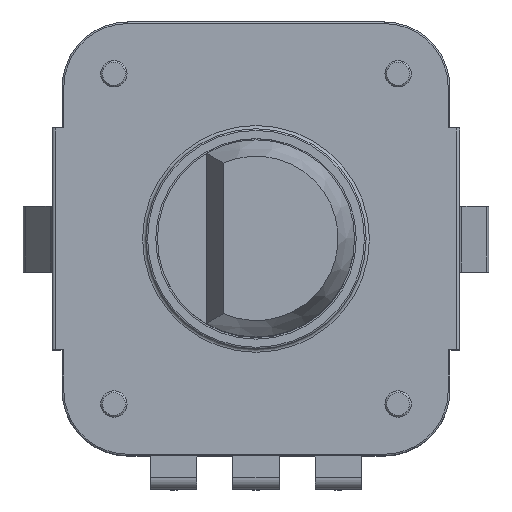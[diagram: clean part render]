
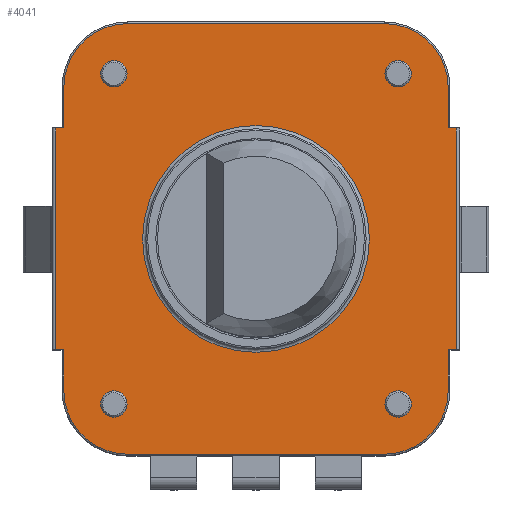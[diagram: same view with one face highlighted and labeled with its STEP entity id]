
A CAD part, top view. The second image highlights one B-rep face of the part: STEP entity #4041.
In plain terms, the highlighted planar face has unit normal (0, 0, 1).
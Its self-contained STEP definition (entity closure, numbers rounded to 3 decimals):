
#46=FACE_BOUND('',#605,.T.);
#47=FACE_BOUND('',#606,.T.);
#48=FACE_BOUND('',#607,.T.);
#49=FACE_BOUND('',#608,.T.);
#50=FACE_BOUND('',#609,.T.);
#104=CIRCLE('',#4314,1.95);
#108=CIRCLE('',#4320,1.95);
#116=CIRCLE('',#4336,1.95);
#120=CIRCLE('',#4342,1.95);
#132=CIRCLE('',#4364,3.45);
#133=CIRCLE('',#4366,0.4);
#134=CIRCLE('',#4367,0.4);
#135=CIRCLE('',#4368,0.4);
#136=CIRCLE('',#4369,0.4);
#371=FACE_OUTER_BOUND('',#604,.T.);
#604=EDGE_LOOP('',(#3088,#3089,#3090,#3091,#3092,#3093,#3094,#3095,#3096,
#3097,#3098,#3099,#3100,#3101,#3102,#3103));
#605=EDGE_LOOP('',(#3104));
#606=EDGE_LOOP('',(#3105));
#607=EDGE_LOOP('',(#3106));
#608=EDGE_LOOP('',(#3107));
#609=EDGE_LOOP('',(#3108));
#883=LINE('',#6158,#1325);
#885=LINE('',#6172,#1327);
#887=LINE('',#6184,#1329);
#898=LINE('',#6213,#1340);
#900=LINE('',#6227,#1342);
#902=LINE('',#6239,#1344);
#914=LINE('',#6284,#1356);
#915=LINE('',#6286,#1357);
#916=LINE('',#6287,#1358);
#917=LINE('',#6289,#1359);
#918=LINE('',#6291,#1360);
#919=LINE('',#6292,#1361);
#1325=VECTOR('',#4955,10.);
#1327=VECTOR('',#4971,10.);
#1329=VECTOR('',#4985,10.);
#1340=VECTOR('',#5014,10.);
#1342=VECTOR('',#5030,10.);
#1344=VECTOR('',#5044,10.);
#1356=VECTOR('',#5096,10.);
#1357=VECTOR('',#5097,10.);
#1358=VECTOR('',#5098,10.);
#1359=VECTOR('',#5099,10.);
#1360=VECTOR('',#5100,10.);
#1361=VECTOR('',#5101,10.);
#1750=VERTEX_POINT('',#6155);
#1751=VERTEX_POINT('',#6157);
#1754=VERTEX_POINT('',#6164);
#1756=VERTEX_POINT('',#6170);
#1758=VERTEX_POINT('',#6176);
#1760=VERTEX_POINT('',#6182);
#1768=VERTEX_POINT('',#6210);
#1769=VERTEX_POINT('',#6212);
#1772=VERTEX_POINT('',#6219);
#1774=VERTEX_POINT('',#6225);
#1776=VERTEX_POINT('',#6231);
#1778=VERTEX_POINT('',#6237);
#1790=VERTEX_POINT('',#6279);
#1791=VERTEX_POINT('',#6283);
#1792=VERTEX_POINT('',#6285);
#1793=VERTEX_POINT('',#6288);
#1794=VERTEX_POINT('',#6290);
#1795=VERTEX_POINT('',#6293);
#1796=VERTEX_POINT('',#6295);
#1797=VERTEX_POINT('',#6297);
#1798=VERTEX_POINT('',#6299);
#2206=EDGE_CURVE('',#1750,#1751,#883,.T.);
#2210=EDGE_CURVE('',#1754,#1750,#104,.T.);
#2213=EDGE_CURVE('',#1756,#1754,#885,.T.);
#2216=EDGE_CURVE('',#1758,#1756,#108,.T.);
#2219=EDGE_CURVE('',#1760,#1758,#887,.T.);
#2233=EDGE_CURVE('',#1768,#1769,#898,.T.);
#2237=EDGE_CURVE('',#1772,#1768,#116,.T.);
#2240=EDGE_CURVE('',#1774,#1772,#900,.T.);
#2243=EDGE_CURVE('',#1776,#1774,#120,.T.);
#2246=EDGE_CURVE('',#1778,#1776,#902,.T.);
#2267=EDGE_CURVE('',#1790,#1790,#132,.T.);
#2268=EDGE_CURVE('',#1760,#1791,#914,.T.);
#2269=EDGE_CURVE('',#1792,#1791,#915,.T.);
#2270=EDGE_CURVE('',#1792,#1769,#916,.T.);
#2271=EDGE_CURVE('',#1778,#1793,#917,.T.);
#2272=EDGE_CURVE('',#1794,#1793,#918,.T.);
#2273=EDGE_CURVE('',#1794,#1751,#919,.T.);
#2274=EDGE_CURVE('',#1795,#1795,#133,.T.);
#2275=EDGE_CURVE('',#1796,#1796,#134,.T.);
#2276=EDGE_CURVE('',#1797,#1797,#135,.T.);
#2277=EDGE_CURVE('',#1798,#1798,#136,.T.);
#3088=ORIENTED_EDGE('',*,*,#2268,.T.);
#3089=ORIENTED_EDGE('',*,*,#2269,.F.);
#3090=ORIENTED_EDGE('',*,*,#2270,.T.);
#3091=ORIENTED_EDGE('',*,*,#2233,.F.);
#3092=ORIENTED_EDGE('',*,*,#2237,.F.);
#3093=ORIENTED_EDGE('',*,*,#2240,.F.);
#3094=ORIENTED_EDGE('',*,*,#2243,.F.);
#3095=ORIENTED_EDGE('',*,*,#2246,.F.);
#3096=ORIENTED_EDGE('',*,*,#2271,.T.);
#3097=ORIENTED_EDGE('',*,*,#2272,.F.);
#3098=ORIENTED_EDGE('',*,*,#2273,.T.);
#3099=ORIENTED_EDGE('',*,*,#2206,.F.);
#3100=ORIENTED_EDGE('',*,*,#2210,.F.);
#3101=ORIENTED_EDGE('',*,*,#2213,.F.);
#3102=ORIENTED_EDGE('',*,*,#2216,.F.);
#3103=ORIENTED_EDGE('',*,*,#2219,.F.);
#3104=ORIENTED_EDGE('',*,*,#2274,.T.);
#3105=ORIENTED_EDGE('',*,*,#2275,.T.);
#3106=ORIENTED_EDGE('',*,*,#2276,.T.);
#3107=ORIENTED_EDGE('',*,*,#2277,.T.);
#3108=ORIENTED_EDGE('',*,*,#2267,.F.);
#3855=PLANE('',#4365);
#4041=ADVANCED_FACE('',(#371,#46,#47,#48,#49,#50),#3855,.T.);
#4314=AXIS2_PLACEMENT_3D('',#6166,#4963,#4964);
#4320=AXIS2_PLACEMENT_3D('',#6178,#4977,#4978);
#4336=AXIS2_PLACEMENT_3D('',#6221,#5022,#5023);
#4342=AXIS2_PLACEMENT_3D('',#6233,#5036,#5037);
#4364=AXIS2_PLACEMENT_3D('',#6281,#5092,#5093);
#4365=AXIS2_PLACEMENT_3D('',#6282,#5094,#5095);
#4366=AXIS2_PLACEMENT_3D('',#6294,#5102,#5103);
#4367=AXIS2_PLACEMENT_3D('',#6296,#5104,#5105);
#4368=AXIS2_PLACEMENT_3D('',#6298,#5106,#5107);
#4369=AXIS2_PLACEMENT_3D('',#6300,#5108,#5109);
#4955=DIRECTION('',(0.,-1.,0.));
#4963=DIRECTION('center_axis',(0.,0.,-1.));
#4964=DIRECTION('ref_axis',(0.707,0.707,0.));
#4971=DIRECTION('',(1.,0.,0.));
#4977=DIRECTION('center_axis',(0.,0.,-1.));
#4978=DIRECTION('ref_axis',(-0.707,0.707,0.));
#4985=DIRECTION('',(0.,1.,0.));
#5014=DIRECTION('',(0.,1.,0.));
#5022=DIRECTION('center_axis',(0.,0.,-1.));
#5023=DIRECTION('ref_axis',(-0.707,-0.707,0.));
#5030=DIRECTION('',(-1.,0.,0.));
#5036=DIRECTION('center_axis',(0.,0.,-1.));
#5037=DIRECTION('ref_axis',(0.707,-0.707,0.));
#5044=DIRECTION('',(0.,-1.,0.));
#5092=DIRECTION('center_axis',(0.,0.,1.));
#5093=DIRECTION('ref_axis',(-1.,0.,0.));
#5094=DIRECTION('center_axis',(0.,0.,1.));
#5095=DIRECTION('ref_axis',(1.,0.,0.));
#5096=DIRECTION('',(-1.,0.,0.));
#5097=DIRECTION('',(0.,1.,0.));
#5098=DIRECTION('',(1.,0.,0.));
#5099=DIRECTION('',(1.,0.,0.));
#5100=DIRECTION('',(0.,-1.,0.));
#5101=DIRECTION('',(-1.,0.,0.));
#5102=DIRECTION('center_axis',(0.,0.,-1.));
#5103=DIRECTION('ref_axis',(-1.,0.,0.));
#5104=DIRECTION('center_axis',(0.,0.,-1.));
#5105=DIRECTION('ref_axis',(-1.,0.,0.));
#5106=DIRECTION('center_axis',(0.,0.,-1.));
#5107=DIRECTION('ref_axis',(-1.,0.,0.));
#5108=DIRECTION('center_axis',(0.,0.,-1.));
#5109=DIRECTION('ref_axis',(-1.,0.,0.));
#6155=CARTESIAN_POINT('',(5.85,4.6,5.));
#6157=CARTESIAN_POINT('',(5.85,3.375,5.));
#6158=CARTESIAN_POINT('',(5.85,1.688,5.));
#6164=CARTESIAN_POINT('',(3.9,6.55,5.));
#6166=CARTESIAN_POINT('Origin',(3.9,4.6,5.));
#6170=CARTESIAN_POINT('',(-3.9,6.55,5.));
#6172=CARTESIAN_POINT('',(1.95,6.55,5.));
#6176=CARTESIAN_POINT('',(-5.85,4.6,5.));
#6178=CARTESIAN_POINT('Origin',(-3.9,4.6,5.));
#6182=CARTESIAN_POINT('',(-5.85,3.375,5.));
#6184=CARTESIAN_POINT('',(-5.85,2.3,5.));
#6210=CARTESIAN_POINT('',(-5.85,-4.6,5.));
#6212=CARTESIAN_POINT('',(-5.85,-3.375,5.));
#6213=CARTESIAN_POINT('',(-5.85,-1.688,5.));
#6219=CARTESIAN_POINT('',(-3.9,-6.55,5.));
#6221=CARTESIAN_POINT('Origin',(-3.9,-4.6,5.));
#6225=CARTESIAN_POINT('',(3.9,-6.55,5.));
#6227=CARTESIAN_POINT('',(-1.95,-6.55,5.));
#6231=CARTESIAN_POINT('',(5.85,-4.6,5.));
#6233=CARTESIAN_POINT('Origin',(3.9,-4.6,5.));
#6237=CARTESIAN_POINT('',(5.85,-3.375,5.));
#6239=CARTESIAN_POINT('',(5.85,-2.3,5.));
#6279=CARTESIAN_POINT('',(3.45,0.,5.));
#6281=CARTESIAN_POINT('Origin',(0.,0.,5.));
#6282=CARTESIAN_POINT('Origin',(0.,0.,5.));
#6283=CARTESIAN_POINT('',(-6.1,3.375,5.));
#6284=CARTESIAN_POINT('',(-5.9,3.375,5.));
#6285=CARTESIAN_POINT('',(-6.1,-3.375,5.));
#6286=CARTESIAN_POINT('',(-6.1,1.688,5.));
#6287=CARTESIAN_POINT('',(-6.2,-3.375,5.));
#6288=CARTESIAN_POINT('',(6.1,-3.375,5.));
#6289=CARTESIAN_POINT('',(5.9,-3.375,5.));
#6290=CARTESIAN_POINT('',(6.1,3.375,5.));
#6291=CARTESIAN_POINT('',(6.1,-1.688,5.));
#6292=CARTESIAN_POINT('',(6.2,3.375,5.));
#6293=CARTESIAN_POINT('',(-3.924,-5.024,5.));
#6294=CARTESIAN_POINT('Origin',(-4.324,-5.024,5.));
#6295=CARTESIAN_POINT('',(-3.924,5.024,5.));
#6296=CARTESIAN_POINT('Origin',(-4.324,5.024,5.));
#6297=CARTESIAN_POINT('',(4.724,-5.024,5.));
#6298=CARTESIAN_POINT('Origin',(4.324,-5.024,5.));
#6299=CARTESIAN_POINT('',(4.724,5.024,5.));
#6300=CARTESIAN_POINT('Origin',(4.324,5.024,5.));
